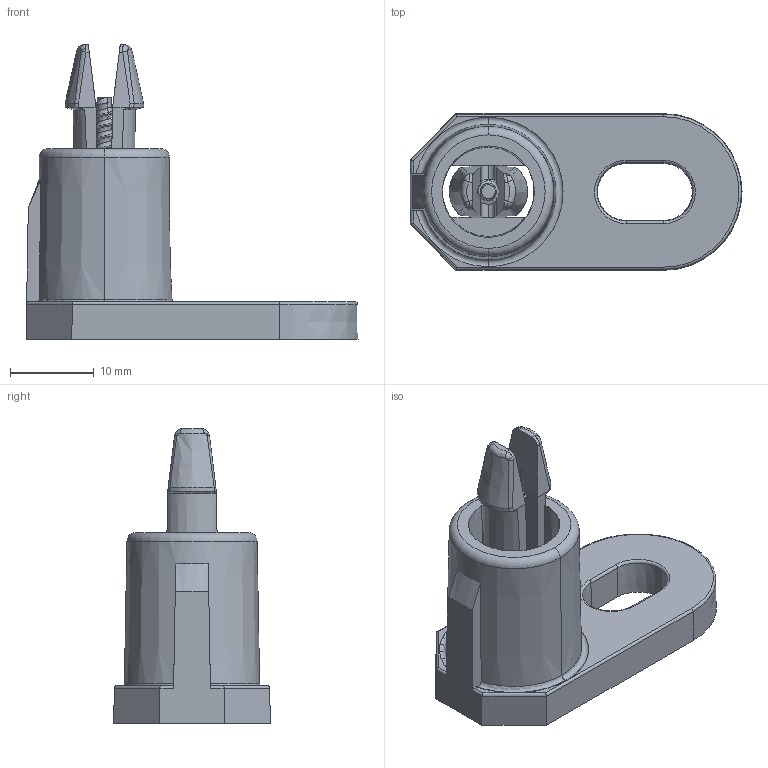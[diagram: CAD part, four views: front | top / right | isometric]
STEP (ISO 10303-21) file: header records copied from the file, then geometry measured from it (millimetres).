
FILE_DESCRIPTION(('CATIA V5 STEP Exchange','CAx-IF Rec.Pracs.--- Model Styling and Organization---1.5--- 2016-08-15','CAx-IF Rec.Pracs.---Supplemental Geometry---1.0---2011-11-01','CAx-IF Rec.Pracs.--- Composite Materials ---1.1---2010-07-15'),'2;1');
FILE_NAME ('034881-2_0', '2024-12-12T07:39:47+00:00', ('none'), ('Weidmueller'), 'CATIA Version 5-6 Release 2022 SP4 HF5', 'CATIA V5 STEP AP214 v3', 'none');
FILE_SCHEMA(('AUTOMOTIVE_DESIGN { 1 0 10303 214 1 1 1 1 }'));
Length unit declared in the file: millimetre
Products named in the file (1): 9536040000_MF FPC
Bounding box: 39.76 x 18.76 x 35.27 mm (x, y, z)
Volume: 4377.5 mm3; surface area: 4555.4 mm2
Topology: 1 solids, 1 shells, 214 faces, 757 edges, 513 vertices
Faces by surface type: cylinder 69, plane 63, bspline 36, cone 27, torus 17, sphere 2
Entity records: 14046 total; most frequent: CARTESIAN_POINT 8679, ORIENTED_EDGE 1514, EDGE_CURVE 757, VERTEX_POINT 513, DIRECTION 463, B_SPLINE_CURVE_WITH_KNOTS 459, EDGE_LOOP 222, ADVANCED_FACE 214
